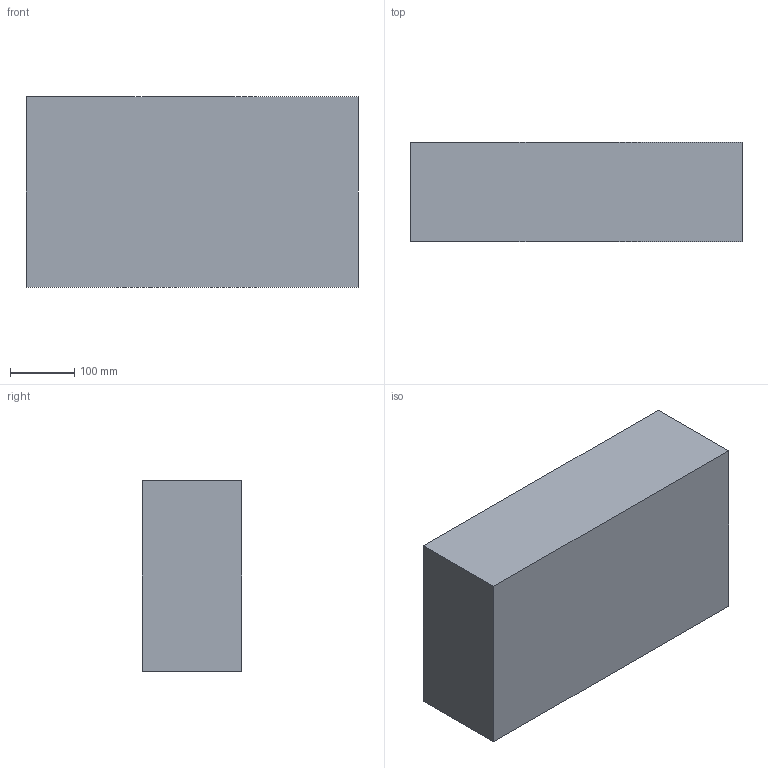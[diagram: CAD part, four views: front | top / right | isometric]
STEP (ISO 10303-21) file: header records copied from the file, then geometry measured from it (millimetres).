
FILE_DESCRIPTION (( 'STEP AP203' ), '1' );
FILE_NAME ('侳緱鴇 鋋緪懤艜.STEP', '2021-10-04T08:54:14', ( '' ), ( '' ), 'SwSTEP 2.0', 'SolidWorks 2021', '' );
FILE_SCHEMA (( 'CONFIG_CONTROL_DESIGN' ));
Length unit declared in the file: millimetre
Products named in the file (1): 侳緱鴇 鋋緪懤艜
Bounding box: 518 x 155 x 297 mm (x, y, z)
Volume: 14910169.6 mm3; surface area: 1027183.7 mm2
Topology: 1 solids, 1 shells, 126 faces, 327 edges, 218 vertices
Faces by surface type: cylinder 75, plane 51
Entity records: 4058 total; most frequent: DIRECTION 791, CARTESIAN_POINT 672, ORIENTED_EDGE 654, AXIS2_PLACEMENT_3D 337, EDGE_CURVE 327, VERTEX_POINT 218, CIRCLE 210, EDGE_LOOP 141
